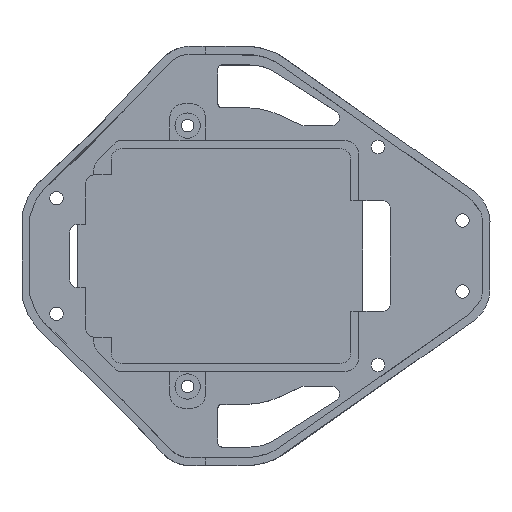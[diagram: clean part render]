
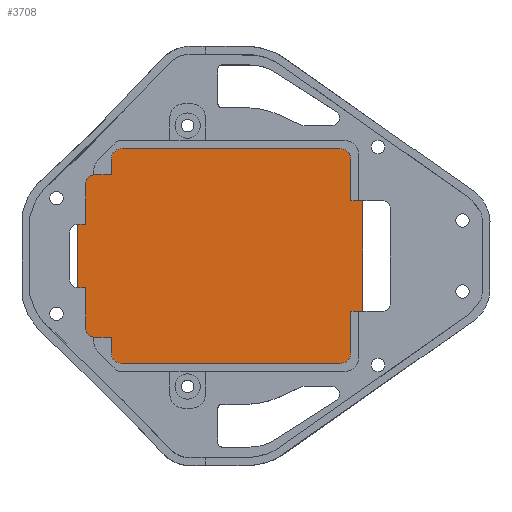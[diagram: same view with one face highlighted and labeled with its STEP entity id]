
A CAD part, top view. The second image highlights one B-rep face of the part: STEP entity #3708.
In plain terms, the highlighted planar face has unit normal (0, 0, 1).
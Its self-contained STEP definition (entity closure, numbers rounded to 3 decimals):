
#252=FACE_OUTER_BOUND('',#468,.T.);
#468=EDGE_LOOP('',(#2895,#2896,#2897,#2898,#2899,#2900,#2901,#2902,#2903,
#2904,#2905,#2906,#2907,#2908,#2909,#2910,#2911,#2912,#2913,#2914,#2915,
#2916));
#708=CIRCLE('',#4006,2.3);
#709=CIRCLE('',#4007,2.8);
#710=CIRCLE('',#4008,2.8);
#711=CIRCLE('',#4009,2.8);
#712=CIRCLE('',#4010,2.8);
#713=CIRCLE('',#4011,2.3);
#786=LINE('',#16831,#1043);
#825=LINE('',#17022,#1082);
#826=LINE('',#17025,#1083);
#828=LINE('',#17029,#1085);
#848=LINE('',#17128,#1105);
#850=LINE('',#17133,#1107);
#853=LINE('',#17165,#1110);
#881=LINE('',#23810,#1138);
#882=LINE('',#23812,#1139);
#883=LINE('',#23816,#1140);
#884=LINE('',#23819,#1141);
#885=LINE('',#23821,#1142);
#886=LINE('',#23822,#1143);
#887=LINE('',#23826,#1144);
#888=LINE('',#23830,#1145);
#889=LINE('',#23832,#1146);
#1043=VECTOR('',#4292,10.);
#1082=VECTOR('',#4385,10.);
#1083=VECTOR('',#4388,10.);
#1085=VECTOR('',#4392,10.);
#1105=VECTOR('',#4434,10.);
#1107=VECTOR('',#4438,10.);
#1110=VECTOR('',#4443,10.);
#1138=VECTOR('',#4585,10.);
#1139=VECTOR('',#4586,10.);
#1140=VECTOR('',#4589,10.);
#1141=VECTOR('',#4592,10.);
#1142=VECTOR('',#4593,10.);
#1143=VECTOR('',#4594,10.);
#1144=VECTOR('',#4597,10.);
#1145=VECTOR('',#4600,10.);
#1146=VECTOR('',#4601,10.);
#1545=VERTEX_POINT('',#16828);
#1546=VERTEX_POINT('',#16830);
#1610=VERTEX_POINT('',#17018);
#1611=VERTEX_POINT('',#17020);
#1612=VERTEX_POINT('',#17024);
#1613=VERTEX_POINT('',#17028);
#1644=VERTEX_POINT('',#17124);
#1645=VERTEX_POINT('',#17126);
#1646=VERTEX_POINT('',#17130);
#1647=VERTEX_POINT('',#17132);
#1720=VERTEX_POINT('',#23807);
#1721=VERTEX_POINT('',#23809);
#1722=VERTEX_POINT('',#23811);
#1723=VERTEX_POINT('',#23813);
#1724=VERTEX_POINT('',#23815);
#1725=VERTEX_POINT('',#23818);
#1726=VERTEX_POINT('',#23820);
#1727=VERTEX_POINT('',#23823);
#1728=VERTEX_POINT('',#23825);
#1729=VERTEX_POINT('',#23827);
#1730=VERTEX_POINT('',#23829);
#1731=VERTEX_POINT('',#23831);
#1965=EDGE_CURVE('',#1545,#1546,#786,.T.);
#2038=EDGE_CURVE('',#1611,#1610,#825,.T.);
#2039=EDGE_CURVE('',#1546,#1612,#826,.T.);
#2041=EDGE_CURVE('',#1613,#1610,#828,.T.);
#2075=EDGE_CURVE('',#1645,#1644,#848,.T.);
#2077=EDGE_CURVE('',#1646,#1647,#850,.T.);
#2084=EDGE_CURVE('',#1613,#1545,#853,.T.);
#2168=EDGE_CURVE('',#1720,#1611,#708,.T.);
#2169=EDGE_CURVE('',#1721,#1720,#881,.T.);
#2170=EDGE_CURVE('',#1722,#1721,#882,.T.);
#2171=EDGE_CURVE('',#1723,#1722,#709,.T.);
#2172=EDGE_CURVE('',#1724,#1723,#883,.T.);
#2173=EDGE_CURVE('',#1647,#1724,#710,.T.);
#2174=EDGE_CURVE('',#1725,#1646,#884,.T.);
#2175=EDGE_CURVE('',#1726,#1725,#885,.T.);
#2176=EDGE_CURVE('',#1644,#1726,#886,.T.);
#2177=EDGE_CURVE('',#1727,#1645,#711,.T.);
#2178=EDGE_CURVE('',#1728,#1727,#887,.T.);
#2179=EDGE_CURVE('',#1729,#1728,#712,.T.);
#2180=EDGE_CURVE('',#1730,#1729,#888,.T.);
#2181=EDGE_CURVE('',#1731,#1730,#889,.T.);
#2182=EDGE_CURVE('',#1612,#1731,#713,.T.);
#2895=ORIENTED_EDGE('',*,*,#2038,.F.);
#2896=ORIENTED_EDGE('',*,*,#2168,.F.);
#2897=ORIENTED_EDGE('',*,*,#2169,.F.);
#2898=ORIENTED_EDGE('',*,*,#2170,.F.);
#2899=ORIENTED_EDGE('',*,*,#2171,.F.);
#2900=ORIENTED_EDGE('',*,*,#2172,.F.);
#2901=ORIENTED_EDGE('',*,*,#2173,.F.);
#2902=ORIENTED_EDGE('',*,*,#2077,.F.);
#2903=ORIENTED_EDGE('',*,*,#2174,.F.);
#2904=ORIENTED_EDGE('',*,*,#2175,.F.);
#2905=ORIENTED_EDGE('',*,*,#2176,.F.);
#2906=ORIENTED_EDGE('',*,*,#2075,.F.);
#2907=ORIENTED_EDGE('',*,*,#2177,.F.);
#2908=ORIENTED_EDGE('',*,*,#2178,.F.);
#2909=ORIENTED_EDGE('',*,*,#2179,.F.);
#2910=ORIENTED_EDGE('',*,*,#2180,.F.);
#2911=ORIENTED_EDGE('',*,*,#2181,.F.);
#2912=ORIENTED_EDGE('',*,*,#2182,.F.);
#2913=ORIENTED_EDGE('',*,*,#2039,.F.);
#2914=ORIENTED_EDGE('',*,*,#1965,.F.);
#2915=ORIENTED_EDGE('',*,*,#2084,.F.);
#2916=ORIENTED_EDGE('',*,*,#2041,.T.);
#3596=PLANE('',#4005);
#3708=ADVANCED_FACE('',(#252),#3596,.T.);
#4005=AXIS2_PLACEMENT_3D('',#23806,#4581,#4582);
#4006=AXIS2_PLACEMENT_3D('',#23808,#4583,#4584);
#4007=AXIS2_PLACEMENT_3D('',#23814,#4587,#4588);
#4008=AXIS2_PLACEMENT_3D('',#23817,#4590,#4591);
#4009=AXIS2_PLACEMENT_3D('',#23824,#4595,#4596);
#4010=AXIS2_PLACEMENT_3D('',#23828,#4598,#4599);
#4011=AXIS2_PLACEMENT_3D('',#23833,#4602,#4603);
#4292=DIRECTION('',(1.,0.,0.));
#4385=DIRECTION('',(0.,1.,0.));
#4388=DIRECTION('',(0.,1.,0.));
#4392=DIRECTION('',(1.,0.,0.));
#4434=DIRECTION('',(0.,-1.,0.));
#4438=DIRECTION('',(0.,-1.,0.));
#4443=DIRECTION('',(0.,1.,0.));
#4581=DIRECTION('center_axis',(0.,0.,
1.));
#4582=DIRECTION('ref_axis',(0.,-1.,0.));
#4583=DIRECTION('center_axis',(0.,0.,
-1.));
#4584=DIRECTION('ref_axis',(-1.,0.,0.));
#4585=DIRECTION('',(-1.,0.,0.));
#4586=DIRECTION('',(0.,1.,0.));
#4587=DIRECTION('center_axis',(0.,0.,
-1.));
#4588=DIRECTION('ref_axis',(-1.,0.,0.));
#4589=DIRECTION('',(-1.,0.,0.));
#4590=DIRECTION('center_axis',(0.,0.,
-1.));
#4591=DIRECTION('ref_axis',(0.,-1.,0.));
#4592=DIRECTION('',(-1.,0.,0.));
#4593=DIRECTION('',(0.,-1.,0.));
#4594=DIRECTION('',(1.,0.,0.));
#4595=DIRECTION('center_axis',(0.,0.,
-1.));
#4596=DIRECTION('ref_axis',(1.,0.,0.));
#4597=DIRECTION('',(1.,0.,0.));
#4598=DIRECTION('center_axis',(0.,0.,
-1.));
#4599=DIRECTION('ref_axis',(0.,1.,0.));
#4600=DIRECTION('',(0.,1.,0.));
#4601=DIRECTION('',(1.,0.,0.));
#4602=DIRECTION('center_axis',(0.,0.,
-1.));
#4603=DIRECTION('ref_axis',(0.,1.,0.));
#16828=CARTESIAN_POINT('',(-50.3,8.,-10.808));
#16830=CARTESIAN_POINT('',(-48.3,8.,-10.808));
#16831=CARTESIAN_POINT('',(-50.3,8.,-10.808));
#17018=CARTESIAN_POINT('',(-48.3,-8.,-10.808));
#17020=CARTESIAN_POINT('',(-48.3,-18.25,-10.808));
#17022=CARTESIAN_POINT('',(-48.3,-18.25,-10.808));
#17024=CARTESIAN_POINT('',(-48.3,18.25,-10.808));
#17025=CARTESIAN_POINT('',(-48.3,-18.25,-10.808));
#17028=CARTESIAN_POINT('',(-50.3,-8.,-10.808));
#17029=CARTESIAN_POINT('',(-50.3,-8.,-10.808));
#17124=CARTESIAN_POINT('',(18.77,14.001,-10.808));
#17126=CARTESIAN_POINT('',(18.77,24.4,-10.808));
#17128=CARTESIAN_POINT('',(18.77,24.4,-10.808));
#17130=CARTESIAN_POINT('',(18.77,-14.001,-10.808));
#17132=CARTESIAN_POINT('',(18.77,-24.4,-10.808));
#17133=CARTESIAN_POINT('',(18.77,24.4,-10.808));
#17165=CARTESIAN_POINT('',(-50.3,-4.,-10.808));
#23806=CARTESIAN_POINT('Origin',(-14.765,0.,
-10.808));
#23807=CARTESIAN_POINT('',(-46.,-20.55,-10.808));
#23808=CARTESIAN_POINT('Origin',(-46.,-18.25,-10.808));
#23809=CARTESIAN_POINT('',(-41.8,-20.55,-10.808));
#23810=CARTESIAN_POINT('',(-41.8,-20.55,-10.808));
#23811=CARTESIAN_POINT('',(-41.8,-24.4,-10.808));
#23812=CARTESIAN_POINT('',(-41.8,-24.4,-10.808));
#23813=CARTESIAN_POINT('',(-39.,-27.2,-10.808));
#23814=CARTESIAN_POINT('Origin',(-39.,-24.4,-10.808));
#23815=CARTESIAN_POINT('',(15.97,-27.2,-10.808));
#23816=CARTESIAN_POINT('',(15.97,-27.2,-10.808));
#23817=CARTESIAN_POINT('Origin',(15.97,-24.4,-10.808));
#23818=CARTESIAN_POINT('',(21.77,-14.001,-10.808));
#23819=CARTESIAN_POINT('',(20.77,-14.001,-10.808));
#23820=CARTESIAN_POINT('',(21.77,14.001,-10.808));
#23821=CARTESIAN_POINT('',(21.77,0.,-10.808));
#23822=CARTESIAN_POINT('',(20.77,14.001,-10.808));
#23823=CARTESIAN_POINT('',(15.97,27.2,-10.808));
#23824=CARTESIAN_POINT('Origin',(15.97,24.4,-10.808));
#23825=CARTESIAN_POINT('',(-39.,27.2,-10.808));
#23826=CARTESIAN_POINT('',(-39.,27.2,-10.808));
#23827=CARTESIAN_POINT('',(-41.8,24.4,-10.808));
#23828=CARTESIAN_POINT('Origin',(-39.,24.4,-10.808));
#23829=CARTESIAN_POINT('',(-41.8,20.55,-10.808));
#23830=CARTESIAN_POINT('',(-41.8,20.55,-10.808));
#23831=CARTESIAN_POINT('',(-46.,20.55,-10.808));
#23832=CARTESIAN_POINT('',(-46.,20.55,-10.808));
#23833=CARTESIAN_POINT('Origin',(-46.,18.25,-10.808));
